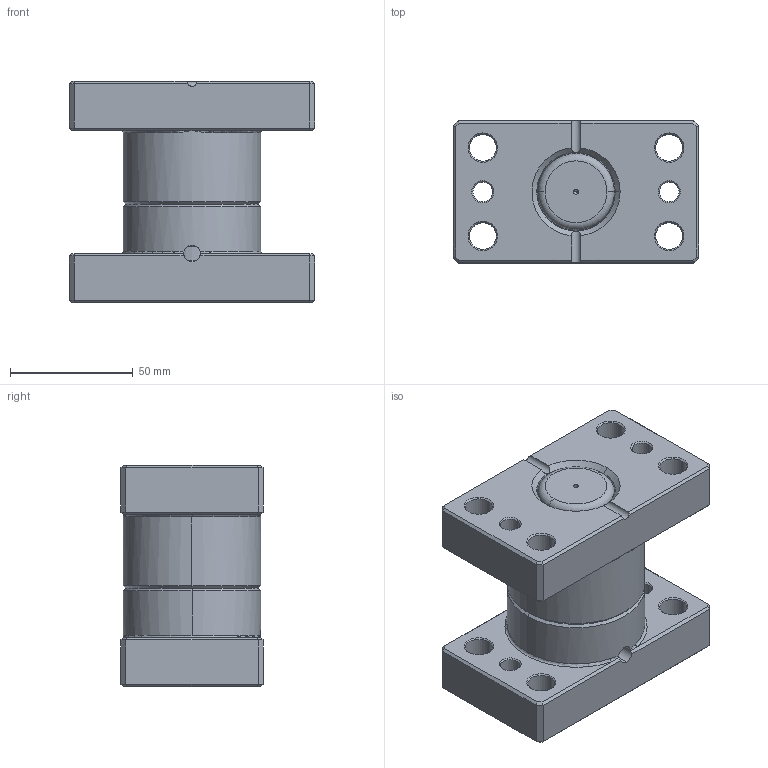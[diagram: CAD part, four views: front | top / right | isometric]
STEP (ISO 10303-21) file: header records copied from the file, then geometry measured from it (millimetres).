
FILE_DESCRIPTION (( 'STEP AP214' ), '1' );
FILE_NAME ('MYP-D32-L90.STEP', '2021-09-18T02:12:47', ( 'User' ), ( 'china' ), 'SwSTEP 2.0', 'SolidWorks 2016', '' );
FILE_SCHEMA (( 'AUTOMOTIVE_DESIGN' ));
Length unit declared in the file: millimetre
Products named in the file (4): SZBP-D32; MGP-D32-L90; MGHP-D32; MYP-D32-L90
Assembly tree (3 placements, depth 2):
  MYP-D32-L90
    MGHP-D32
    MGP-D32-L90
    SZBP-D32
Bounding box: 100 x 58 x 90.16 mm (x, y, z)
Volume: 331703.7 mm3; surface area: 65129.5 mm2
Topology: 3 solids, 3 shells, 224 faces, 527 edges, 303 vertices
Faces by surface type: plane 73, cone 69, cylinder 60, torus 14, bspline 8
Entity records: 6876 total; most frequent: CARTESIAN_POINT 1514, DIRECTION 1152, ORIENTED_EDGE 1038, EDGE_CURVE 519, AXIS2_PLACEMENT_3D 435, VERTEX_POINT 303, VECTOR 282, LINE 282
